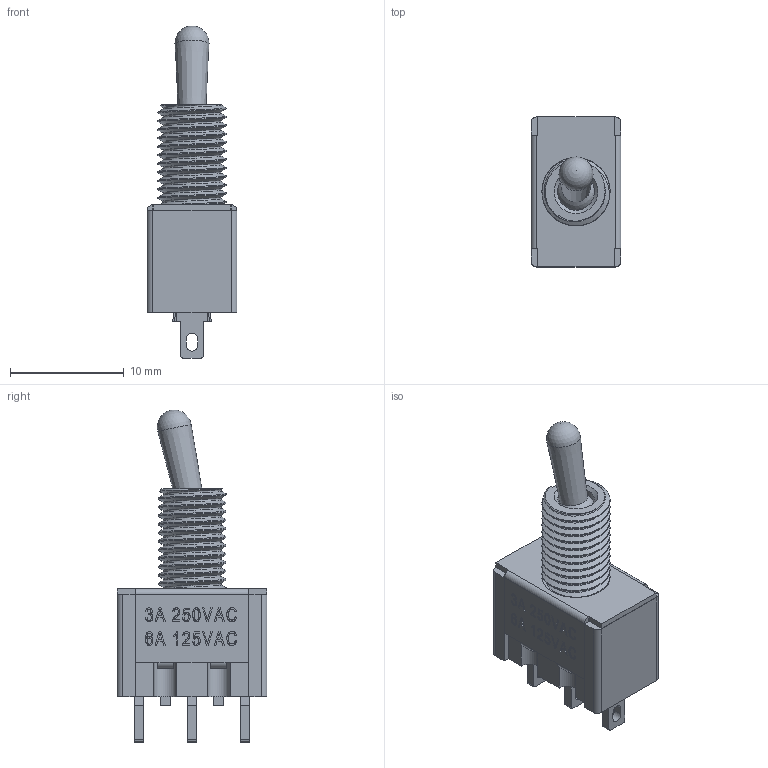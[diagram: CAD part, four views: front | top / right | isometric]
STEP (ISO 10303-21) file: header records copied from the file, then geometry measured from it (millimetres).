
FILE_DESCRIPTION(/* description */ (''),/* implementation_level */ '2;1');
FILE_NAME(/* name */ 'MTS-1xx-C1-red v2.step',/* time_stamp */ '2026-03-09T02:38:22+03:00',/* author */ (''),/* organization */ (''),/* preprocessor_version */ 'ST-DEVELOPER v20.1',/* originating_system */ 'Autodesk Translation Framework v14.24.0.0',/* authorisation */ '');
FILE_SCHEMA (('AUTOMOTIVE_DESIGN { 1 0 10303 214 3 1 1 }'));
Products named in the file (7): MTS-1xx-C1-red; MTS-1xx-Base_TH; MTS-1xx-Handle; MTS-1xx-Contact; MTS-1xx-Pin; MTS-1xx-Terminal1; MTS-1xx-Housing
Assembly tree (6 placements, depth 2):
  MTS-1xx-C1-red
    MTS-1xx-Base_TH
    MTS-1xx-Handle
    MTS-1xx-Contact
    MTS-1xx-Pin
    MTS-1xx-Terminal1
    MTS-1xx-Housing
Bounding box: 7.9 x 13.2 x 29.23 mm (x, y, z)
Volume: 859.5 mm3; surface area: 2340.6 mm2
Topology: 11 solids, 11 shells, 1127 faces, 3162 edges, 2073 vertices
Faces by surface type: plane 538, cylinder 534, bspline 39, cone 8, torus 4, sphere 4
Full cylindrical faces by diameter (mm): 1.48 x2, 1.6 x1, 3.25 x1, 3.55 x1, 4.05 x1, 6 x2, 7 x1
Entity records: 67312 total; most frequent: CARTESIAN_POINT 37282, DIRECTION 6347, ORIENTED_EDGE 6318, EDGE_CURVE 3159, AXIS2_PLACEMENT_3D 2210, VERTEX_POINT 2073, LINE 1927, VECTOR 1927
